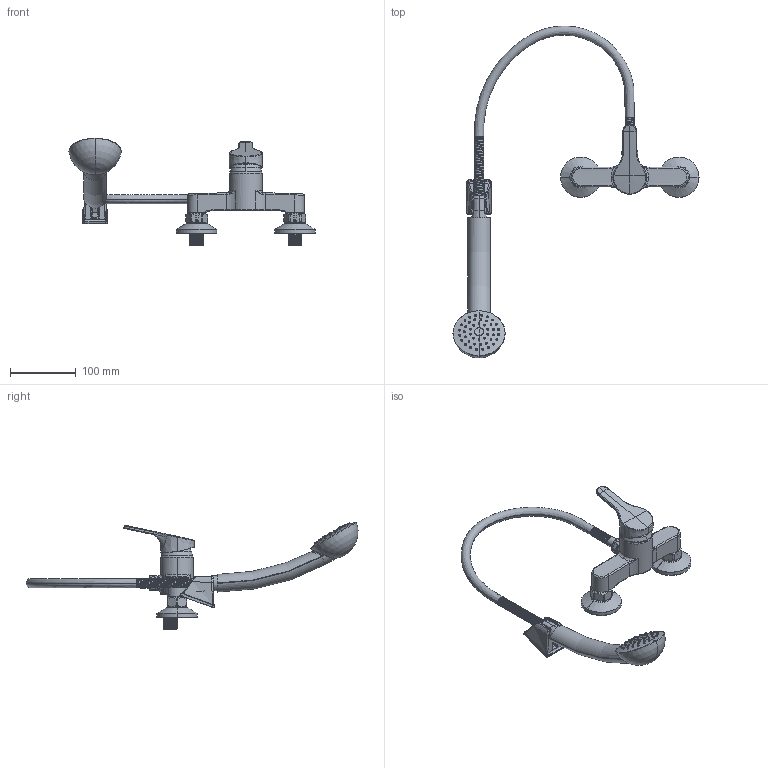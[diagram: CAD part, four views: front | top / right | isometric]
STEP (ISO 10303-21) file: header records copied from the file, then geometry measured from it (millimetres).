
FILE_DESCRIPTION((''),'2;1');
FILE_NAME('FFAS1412-701500BF0_2_ASM','2018-08-15T',('10114231'),(''),'CREO PARAMETRIC BY PTC INC, 2015200','CREO PARAMETRIC BY PTC INC, 2015200','');
FILE_SCHEMA(('CONFIG_CONTROL_DESIGN'));
Length unit declared in the file: millimetre
Products named in the file (22): 1580039350; 158B950189_BODY; 158B950189_PIVOT; 158B950189_WASHER; 158B950189_ASM; 603275; 158B907162; HANDLE_GEAR; 1581830899; 1581212699; 1580480150; 158A913204; CONNECT_ASM; 1570022799_MC; 1570722650; 158A917376; A907112; BBBB; 1582302750; 15802350350; HAND_SHOWER_ASM; FFAS1412-701500BF0_2_ASM
Assembly tree (25 placements, depth 3):
  FFAS1412-701500BF0_2_ASM
    1580039350
    158B950189_ASM
      158B950189_BODY
      158B950189_PIVOT
      158B950189_WASHER  x2
    603275
    158B907162
    HANDLE_GEAR
    CONNECT_ASM  x2
      1581830899
      1581212699
      1580480150
      158A913204
    1570022799_MC  x2
    1570722650  x2
    158A917376
    A907112
    HAND_SHOWER_ASM
      BBBB
      1582302750
      15802350350
Bounding box: 375.69 x 506.66 x 164.06 mm (x, y, z)
Volume: 485743.6 mm3; surface area: 237223.4 mm2
Topology: 26 solids, 26 shells, 1958 faces, 4605 edges, 2813 vertices
Faces by surface type: cylinder 627, bspline 540, plane 391, torus 177, cone 131, sphere 90, extrusion 2
Entity records: 86854 total; most frequent: CARTESIAN_POINT 51339, ORIENTED_EDGE 7840, DIRECTION 6465, EDGE_CURVE 3920, AXIS2_PLACEMENT_3D 2636, VERTEX_POINT 2401, EDGE_LOOP 1851, FACE_OUTER_BOUND 1680
